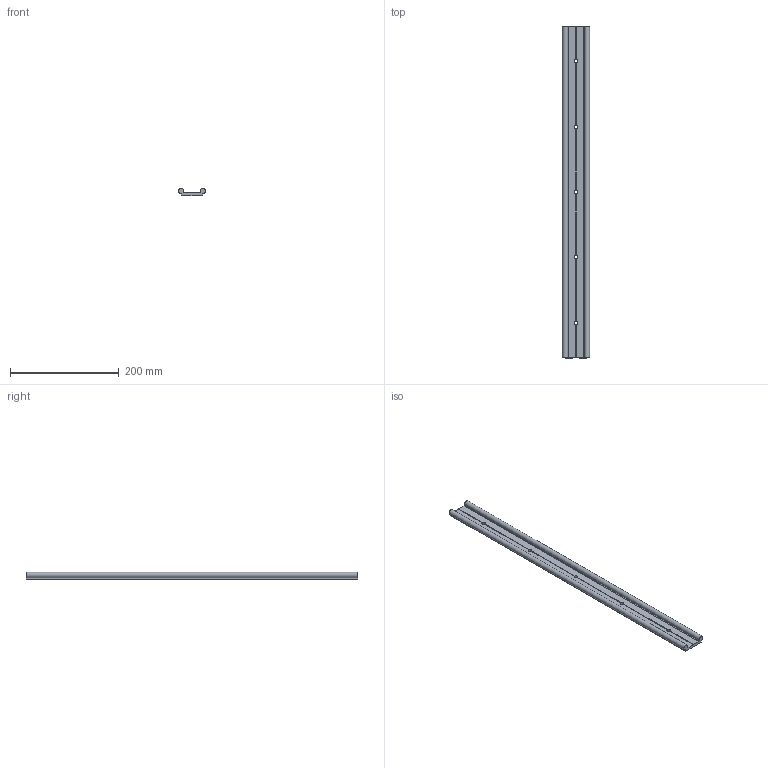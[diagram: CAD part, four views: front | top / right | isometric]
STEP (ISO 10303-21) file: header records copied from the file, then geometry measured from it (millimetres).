
FILE_DESCRIPTION(/* description */ (''),/* implementation_level */ '2;1');
FILE_NAME(/* name */ 'fc17-151_Rail.ipt.step',/* time_stamp */ '2017-01-05T11:47:18-08:00',/* author */ ('Autodesk Inc.'),/* organization */ ('Autodesk Inc.'),/* preprocessor_version */ 'ST-DEVELOPER v16.5',/* originating_system */ 'Autodesk Inventor 2017',/* authorisation */ '');
FILE_SCHEMA (('AUTOMOTIVE_DESIGN { 1 0 10303 214 3 1 1 }'));
Length unit declared in the file: millimetre
Products named in the file (1): fc17-151
Bounding box: 50 x 610 x 14 mm (x, y, z)
Volume: 224378.1 mm3; surface area: 81193.5 mm2
Topology: 1 solids, 1 shells, 38 faces, 123 edges, 82 vertices
Faces by surface type: plane 27, cylinder 11
Full cylindrical faces by diameter (mm): 6.6 x5
Entity records: 1361 total; most frequent: DIRECTION 238, CARTESIAN_POINT 229, ORIENTED_EDGE 226, EDGE_CURVE 113, AXIS2_PLACEMENT_3D 86, VERTEX_POINT 77, LINE 66, VECTOR 66
